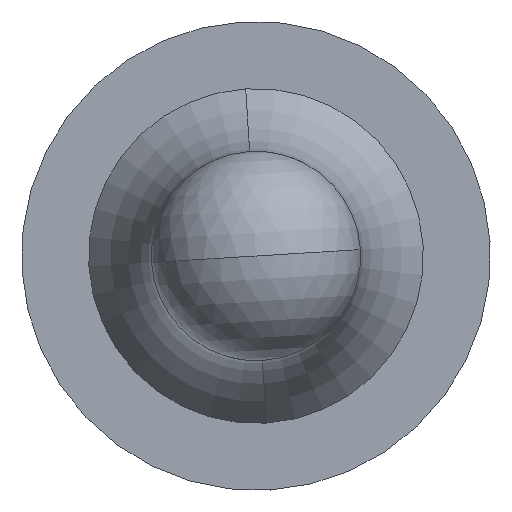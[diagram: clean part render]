
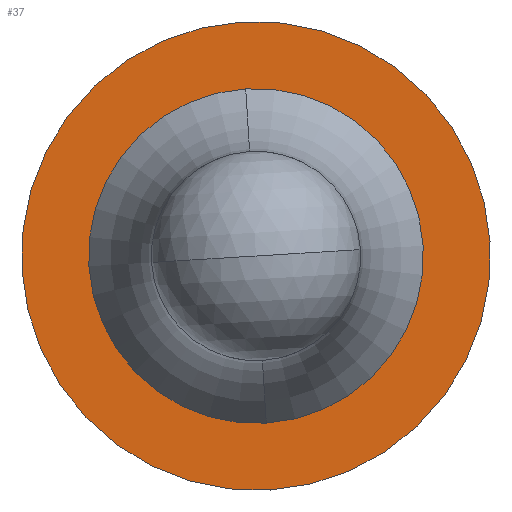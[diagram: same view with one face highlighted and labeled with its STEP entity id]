
A CAD part, left-side view. The second image highlights one B-rep face of the part: STEP entity #37.
In plain terms, the highlighted planar face has unit normal (-1, 0, 0).
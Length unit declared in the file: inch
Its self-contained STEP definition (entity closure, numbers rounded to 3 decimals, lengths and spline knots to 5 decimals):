
#28 = CARTESIAN_POINT ( 'NONE',  ( -0.12, 0.02795, -0.00172 ) ) ;
#37 = ADVANCED_FACE ( 'NONE', ( #1027, #1668 ), #866, .T. ) ;
#83 = CARTESIAN_POINT ( 'NONE',  ( -0.12, -0.00123, -0.01996 ) ) ;
#110 = EDGE_LOOP ( 'NONE', ( #1216, #885 ) ) ;
#138 = VERTEX_POINT ( 'NONE', #83 ) ;
#292 = CIRCLE ( 'NONE', #1243, 0.028 ) ;
#450 = CIRCLE ( 'NONE', #1496, 0.02 ) ;
#454 = CIRCLE ( 'NONE', #1487, 0.028 ) ;
#595 = CARTESIAN_POINT ( 'NONE',  ( -0.12, 0., 0. ) ) ;
#596 = DIRECTION ( 'NONE',  ( 1., 0., 0. ) ) ;
#646 = EDGE_CURVE ( 'NONE', #1511, #138, #450, .T. ) ;
#651 = EDGE_LOOP ( 'NONE', ( #1214, #1252 ) ) ;
#656 = EDGE_CURVE ( 'NONE', #1223, #1202, #454, .T. ) ;
#775 = CARTESIAN_POINT ( 'NONE',  ( -0.12, 0., 0. ) ) ;
#776 = DIRECTION ( 'NONE',  ( 1., 0., 0. ) ) ;
#781 = DIRECTION ( 'NONE',  ( 0., -0.061, -0.998 ) ) ;
#798 = EDGE_CURVE ( 'NONE', #138, #1511, #1278, .T. ) ;
#866 = PLANE ( 'NONE',  #1226 ) ;
#885 = ORIENTED_EDGE ( 'NONE', *, *, #646, .T. ) ;
#910 = EDGE_CURVE ( 'NONE', #1202, #1223, #292, .T. ) ;
#935 = DIRECTION ( 'NONE',  ( 0., -0.061, -0.998 ) ) ;
#955 = CARTESIAN_POINT ( 'NONE',  ( -0.12, -0.00172, -0.02795 ) ) ;
#956 = CARTESIAN_POINT ( 'NONE',  ( -0.12, 0.00172, 0.02795 ) ) ;
#1027 = FACE_BOUND ( 'NONE', #110, .T. ) ;
#1071 = DIRECTION ( 'NONE',  ( 0., 0.061, 0.998 ) ) ;
#1163 = CARTESIAN_POINT ( 'NONE',  ( -0.12, 0.00123, 0.01996 ) ) ;
#1202 = VERTEX_POINT ( 'NONE', #955 ) ;
#1214 = ORIENTED_EDGE ( 'NONE', *, *, #910, .F. ) ;
#1216 = ORIENTED_EDGE ( 'NONE', *, *, #798, .T. ) ;
#1223 = VERTEX_POINT ( 'NONE', #956 ) ;
#1226 = AXIS2_PLACEMENT_3D ( 'NONE', #28, #1248, #1071 ) ;
#1243 = AXIS2_PLACEMENT_3D ( 'NONE', #775, #776, #781 ) ;
#1248 = DIRECTION ( 'NONE',  ( -1., 0., 0. ) ) ;
#1252 = ORIENTED_EDGE ( 'NONE', *, *, #656, .F. ) ;
#1278 = CIRCLE ( 'NONE', #1361, 0.02 ) ;
#1361 = AXIS2_PLACEMENT_3D ( 'NONE', #595, #596, #935 ) ;
#1487 = AXIS2_PLACEMENT_3D ( 'NONE', #1640, #1650, #1660 ) ;
#1496 = AXIS2_PLACEMENT_3D ( 'NONE', #1602, #1618, #1621 ) ;
#1511 = VERTEX_POINT ( 'NONE', #1163 ) ;
#1602 = CARTESIAN_POINT ( 'NONE',  ( -0.12, 0., 0. ) ) ;
#1618 = DIRECTION ( 'NONE',  ( 1., 0., 0. ) ) ;
#1621 = DIRECTION ( 'NONE',  ( 0., -0.061, -0.998 ) ) ;
#1640 = CARTESIAN_POINT ( 'NONE',  ( -0.12, 0., 0. ) ) ;
#1650 = DIRECTION ( 'NONE',  ( 1., 0., 0. ) ) ;
#1660 = DIRECTION ( 'NONE',  ( 0., -0.061, -0.998 ) ) ;
#1668 = FACE_OUTER_BOUND ( 'NONE', #651, .T. ) ;
